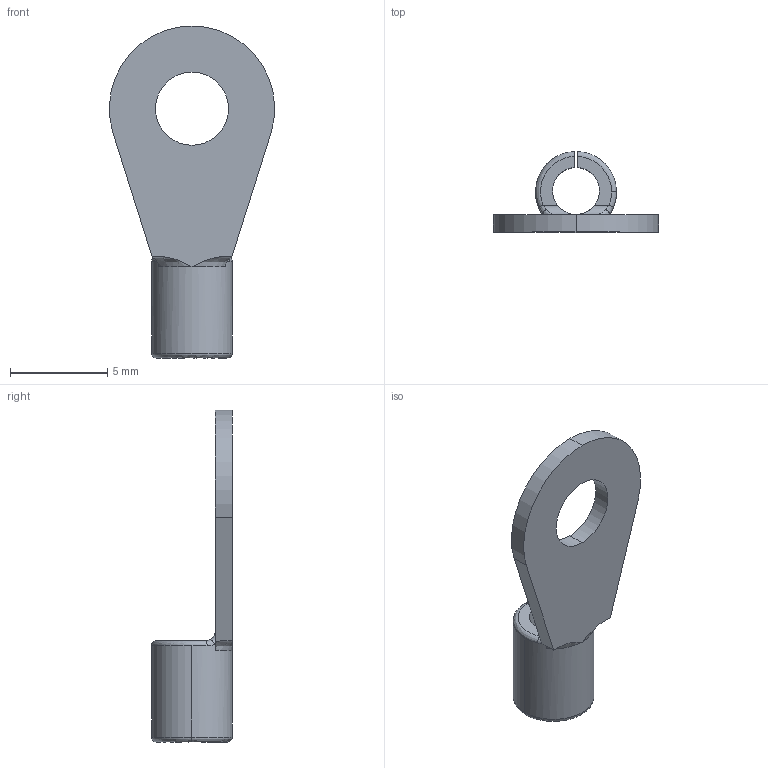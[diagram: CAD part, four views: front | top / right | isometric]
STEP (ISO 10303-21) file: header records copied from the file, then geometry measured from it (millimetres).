
FILE_DESCRIPTION (( 'STEP AP203' ), '1' );
FILE_NAME ('111411.stp', '2019-01-24T16:05:08', ( '' ), ( '' ), 'SwSTEP 2.0', 'SolidWorks 2012', '' );
FILE_SCHEMA (( 'CONFIG_CONTROL_DESIGN' ));
Length unit declared in the file: centimetre
Products named in the file (1): 111411
Bounding box: 8.5 x 4.16 x 17.08 mm (x, y, z)
Volume: 105.9 mm3; surface area: 298.9 mm2
Topology: 1 solids, 1 shells, 34 faces, 90 edges, 58 vertices
Faces by surface type: bspline 12, cylinder 11, plane 11
Entity records: 2552 total; most frequent: CARTESIAN_POINT 1719, ORIENTED_EDGE 180, DIRECTION 130, EDGE_CURVE 90, VERTEX_POINT 58, AXIS2_PLACEMENT_3D 50, EDGE_LOOP 36, FACE_OUTER_BOUND 34
